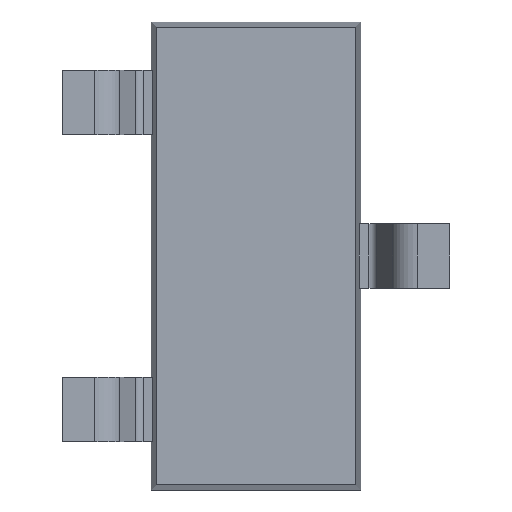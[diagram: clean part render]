
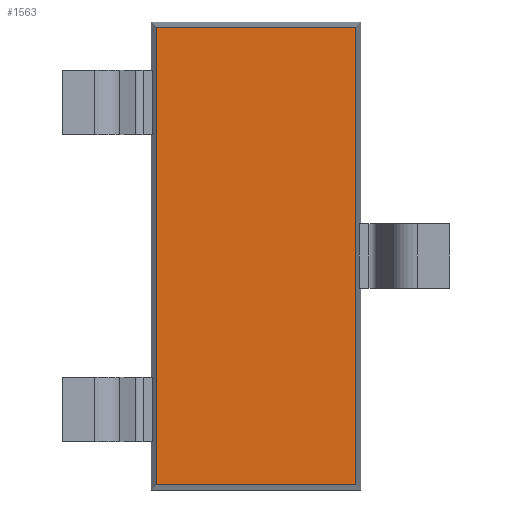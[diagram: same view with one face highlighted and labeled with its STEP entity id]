
A CAD part, front view. The second image highlights one B-rep face of the part: STEP entity #1563.
In plain terms, the highlighted planar face has unit normal (0, -1, 0).
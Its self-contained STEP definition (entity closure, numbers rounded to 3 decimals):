
#105 = FACE_OUTER_BOUND ( 'NONE', #801, .T. ) ;
#110 = LINE ( 'NONE', #827, #1233 ) ;
#151 = DIRECTION ( 'NONE',  ( -1., 0., 0. ) ) ;
#226 = VERTEX_POINT ( 'NONE', #1170 ) ;
#332 = ORIENTED_EDGE ( 'NONE', *, *, #1215, .F. ) ;
#405 = CARTESIAN_POINT ( 'NONE',  ( -1.45, 0.1, -0.617 ) ) ;
#502 = DIRECTION ( 'NONE',  ( 0., 0., -1. ) ) ;
#539 = ORIENTED_EDGE ( 'NONE', *, *, #1377, .F. ) ;
#608 = VERTEX_POINT ( 'NONE', #1440 ) ;
#689 = EDGE_CURVE ( 'NONE', #1147, #1463, #1533, .T. ) ;
#697 = ORIENTED_EDGE ( 'NONE', *, *, #855, .F. ) ;
#718 = CARTESIAN_POINT ( 'NONE',  ( 1.417, 0.1, 0.617 ) ) ;
#755 = AXIS2_PLACEMENT_3D ( 'NONE', #906, #1198, #502 ) ;
#784 = PLANE ( 'NONE',  #755 ) ;
#801 = EDGE_LOOP ( 'NONE', ( #332, #1441, #539, #697 ) ) ;
#827 = CARTESIAN_POINT ( 'NONE',  ( -1.417, 0.1, 0.65 ) ) ;
#855 = EDGE_CURVE ( 'NONE', #226, #608, #1558, .T. ) ;
#906 = CARTESIAN_POINT ( 'NONE',  ( 0., 0.1, 0. ) ) ;
#992 = VECTOR ( 'NONE', #1197, 1000. ) ;
#1005 = VECTOR ( 'NONE', #151, 1000. ) ;
#1059 = CARTESIAN_POINT ( 'NONE',  ( -1.417, 0.1, 0.617 ) ) ;
#1141 = DIRECTION ( 'NONE',  ( 0., 0., 1. ) ) ;
#1147 = VERTEX_POINT ( 'NONE', #1059 ) ;
#1162 = LINE ( 'NONE', #1202, #1630 ) ;
#1170 = CARTESIAN_POINT ( 'NONE',  ( 1.417, 0.1, -0.617 ) ) ;
#1197 = DIRECTION ( 'NONE',  ( 1., 0., 0. ) ) ;
#1198 = DIRECTION ( 'NONE',  ( 0., -1., 0. ) ) ;
#1202 = CARTESIAN_POINT ( 'NONE',  ( 1.417, 0.1, 0.65 ) ) ;
#1215 = EDGE_CURVE ( 'NONE', #1463, #226, #1162, .T. ) ;
#1233 = VECTOR ( 'NONE', #1141, 1000. ) ;
#1343 = CARTESIAN_POINT ( 'NONE',  ( -1.45, 0.1, 0.617 ) ) ;
#1377 = EDGE_CURVE ( 'NONE', #608, #1147, #110, .T. ) ;
#1437 = DIRECTION ( 'NONE',  ( 0., 0., -1. ) ) ;
#1440 = CARTESIAN_POINT ( 'NONE',  ( -1.417, 0.1, -0.617 ) ) ;
#1441 = ORIENTED_EDGE ( 'NONE', *, *, #689, .F. ) ;
#1463 = VERTEX_POINT ( 'NONE', #718 ) ;
#1533 = LINE ( 'NONE', #1343, #992 ) ;
#1558 = LINE ( 'NONE', #405, #1005 ) ;
#1563 = ADVANCED_FACE ( 'NONE', ( #105 ), #784, .T. ) ;
#1630 = VECTOR ( 'NONE', #1437, 1000. ) ;
